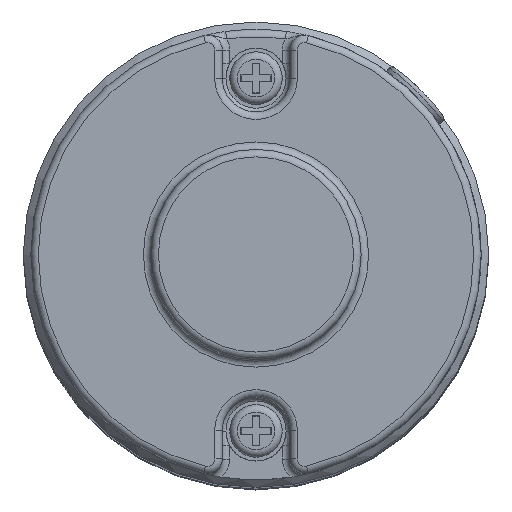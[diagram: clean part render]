
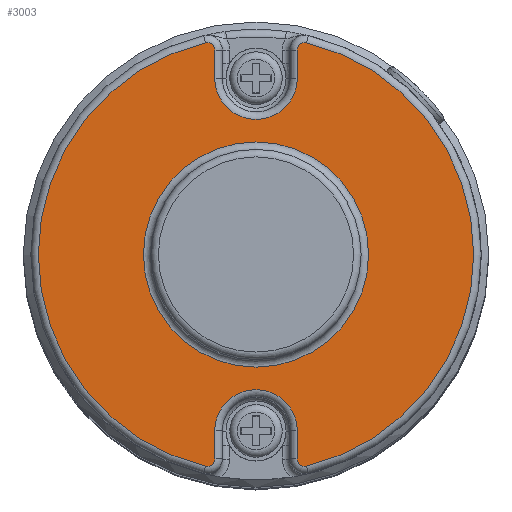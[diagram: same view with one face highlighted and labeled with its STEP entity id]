
A CAD part, top view. The second image highlights one B-rep face of the part: STEP entity #3003.
In plain terms, the highlighted planar face has unit normal (0, 0, 1).
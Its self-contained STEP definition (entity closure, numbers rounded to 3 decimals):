
#173=CIRCLE('',#3220,29.);
#194=CIRCLE('',#3253,1.);
#196=CIRCLE('',#3256,1.);
#197=CIRCLE('',#3258,15.);
#198=CIRCLE('',#3259,1.);
#199=CIRCLE('',#3260,29.);
#200=CIRCLE('',#3261,1.);
#201=CIRCLE('',#3262,5.5);
#202=CIRCLE('',#3263,5.5);
#423=ORIENTED_EDGE('',*,*,#1221,.T.);
#424=ORIENTED_EDGE('',*,*,#1222,.T.);
#425=ORIENTED_EDGE('',*,*,#1223,.T.);
#426=ORIENTED_EDGE('',*,*,#1224,.T.);
#427=ORIENTED_EDGE('',*,*,#1225,.T.);
#428=ORIENTED_EDGE('',*,*,#1226,.T.);
#429=ORIENTED_EDGE('',*,*,#1227,.T.);
#430=ORIENTED_EDGE('',*,*,#1228,.T.);
#431=ORIENTED_EDGE('',*,*,#1220,.T.);
#432=ORIENTED_EDGE('',*,*,#1172,.T.);
#433=ORIENTED_EDGE('',*,*,#1218,.T.);
#434=ORIENTED_EDGE('',*,*,#1229,.T.);
#435=ORIENTED_EDGE('',*,*,#1230,.T.);
#1172=EDGE_CURVE('',#1576,#1578,#173,.T.);
#1218=EDGE_CURVE('',#1578,#1609,#194,.T.);
#1220=EDGE_CURVE('',#1610,#1576,#196,.T.);
#1221=EDGE_CURVE('',#1611,#1611,#197,.T.);
#1222=EDGE_CURVE('',#1612,#1613,#1874,.T.);
#1223=EDGE_CURVE('',#1613,#1614,#198,.T.);
#1224=EDGE_CURVE('',#1614,#1615,#199,.T.);
#1225=EDGE_CURVE('',#1615,#1616,#200,.T.);
#1226=EDGE_CURVE('',#1616,#1617,#1875,.T.);
#1227=EDGE_CURVE('',#1617,#1618,#201,.T.);
#1228=EDGE_CURVE('',#1618,#1610,#1876,.T.);
#1229=EDGE_CURVE('',#1609,#1619,#1877,.T.);
#1230=EDGE_CURVE('',#1619,#1612,#202,.T.);
#1576=VERTEX_POINT('',#4590);
#1578=VERTEX_POINT('',#4594);
#1609=VERTEX_POINT('',#4899);
#1610=VERTEX_POINT('',#4903);
#1611=VERTEX_POINT('',#4907);
#1612=VERTEX_POINT('',#4909);
#1613=VERTEX_POINT('',#4910);
#1614=VERTEX_POINT('',#4912);
#1615=VERTEX_POINT('',#4914);
#1616=VERTEX_POINT('',#4916);
#1617=VERTEX_POINT('',#4918);
#1618=VERTEX_POINT('',#4920);
#1619=VERTEX_POINT('',#4923);
#1874=LINE('',#4908,#2092);
#1875=LINE('',#4917,#2093);
#1876=LINE('',#4921,#2094);
#1877=LINE('',#4922,#2095);
#2092=VECTOR('',#3706,1000.);
#2093=VECTOR('',#3713,1000.);
#2094=VECTOR('',#3716,1000.);
#2095=VECTOR('',#3717,1000.);
#2309=EDGE_LOOP('',(#423));
#2310=EDGE_LOOP('',(#424,#425,#426,#427,#428,#429,#430,#431,#432,#433,#434,
#435));
#2605=FACE_BOUND('',#2309,.T.);
#2606=FACE_BOUND('',#2310,.T.);
#2889=PLANE('',#3257);
#3003=ADVANCED_FACE('',(#2605,#2606),#2889,.T.);
#3220=AXIS2_PLACEMENT_3D('',#4595,#3615,#3616);
#3253=AXIS2_PLACEMENT_3D('',#4900,#3694,#3695);
#3256=AXIS2_PLACEMENT_3D('',#4904,#3700,#3701);
#3257=AXIS2_PLACEMENT_3D('',#4905,#3702,#3703);
#3258=AXIS2_PLACEMENT_3D('',#4906,#3704,#3705);
#3259=AXIS2_PLACEMENT_3D('',#4911,#3707,#3708);
#3260=AXIS2_PLACEMENT_3D('',#4913,#3709,#3710);
#3261=AXIS2_PLACEMENT_3D('',#4915,#3711,#3712);
#3262=AXIS2_PLACEMENT_3D('',#4919,#3714,#3715);
#3263=AXIS2_PLACEMENT_3D('',#4924,#3718,#3719);
#3615=DIRECTION('',(0.,0.,1.));
#3616=DIRECTION('',(1.,0.,0.));
#3694=DIRECTION('',(0.,0.,1.));
#3695=DIRECTION('',(1.,0.,0.));
#3700=DIRECTION('',(0.,0.,1.));
#3701=DIRECTION('',(1.,0.,0.));
#3702=DIRECTION('',(0.,0.,1.));
#3703=DIRECTION('',(1.,0.,0.));
#3704=DIRECTION('',(0.,0.,-1.));
#3705=DIRECTION('',(1.,0.,0.));
#3706=DIRECTION('',(0.,-1.,0.));
#3707=DIRECTION('',(0.,0.,1.));
#3708=DIRECTION('',(1.,0.,0.));
#3709=DIRECTION('',(0.,0.,1.));
#3710=DIRECTION('',(1.,0.,0.));
#3711=DIRECTION('',(0.,0.,1.));
#3712=DIRECTION('',(1.,0.,0.));
#3713=DIRECTION('',(0.,-1.,0.));
#3714=DIRECTION('',(0.,0.,-1.));
#3715=DIRECTION('',(1.,0.,0.));
#3716=DIRECTION('',(0.,1.,0.));
#3717=DIRECTION('',(0.,1.,0.));
#3718=DIRECTION('',(0.,0.,-1.));
#3719=DIRECTION('',(1.,0.,0.));
#4590=CARTESIAN_POINT('',(-6.732,28.208,20.5));
#4594=CARTESIAN_POINT('',(-6.732,-28.208,20.5));
#4595=CARTESIAN_POINT('',(0.,0.,20.5));
#4899=CARTESIAN_POINT('',(-5.5,-27.235,20.5));
#4900=CARTESIAN_POINT('',(-6.5,-27.235,20.5));
#4903=CARTESIAN_POINT('',(-5.5,27.235,20.5));
#4904=CARTESIAN_POINT('',(-6.5,27.235,20.5));
#4905=CARTESIAN_POINT('',(0.,0.,20.5));
#4906=CARTESIAN_POINT('',(0.,0.,20.5));
#4907=CARTESIAN_POINT('',(15.,0.,20.5));
#4908=CARTESIAN_POINT('',(5.5,37.655,20.5));
#4909=CARTESIAN_POINT('',(5.5,-23.5,20.5));
#4910=CARTESIAN_POINT('',(5.5,-27.235,20.5));
#4911=CARTESIAN_POINT('',(6.5,-27.235,20.5));
#4912=CARTESIAN_POINT('',(6.732,-28.208,20.5));
#4913=CARTESIAN_POINT('',(0.,0.,20.5));
#4914=CARTESIAN_POINT('',(6.732,28.208,20.5));
#4915=CARTESIAN_POINT('',(6.5,27.235,20.5));
#4916=CARTESIAN_POINT('',(5.5,27.235,20.5));
#4917=CARTESIAN_POINT('',(5.5,23.5,20.5));
#4918=CARTESIAN_POINT('',(5.5,23.5,20.5));
#4919=CARTESIAN_POINT('',(0.,23.5,20.5));
#4920=CARTESIAN_POINT('',(-5.5,23.5,20.5));
#4921=CARTESIAN_POINT('',(-5.5,27.235,20.5));
#4922=CARTESIAN_POINT('',(-5.5,23.5,20.5));
#4923=CARTESIAN_POINT('',(-5.5,-23.5,20.5));
#4924=CARTESIAN_POINT('',(0.,-23.5,20.5));
